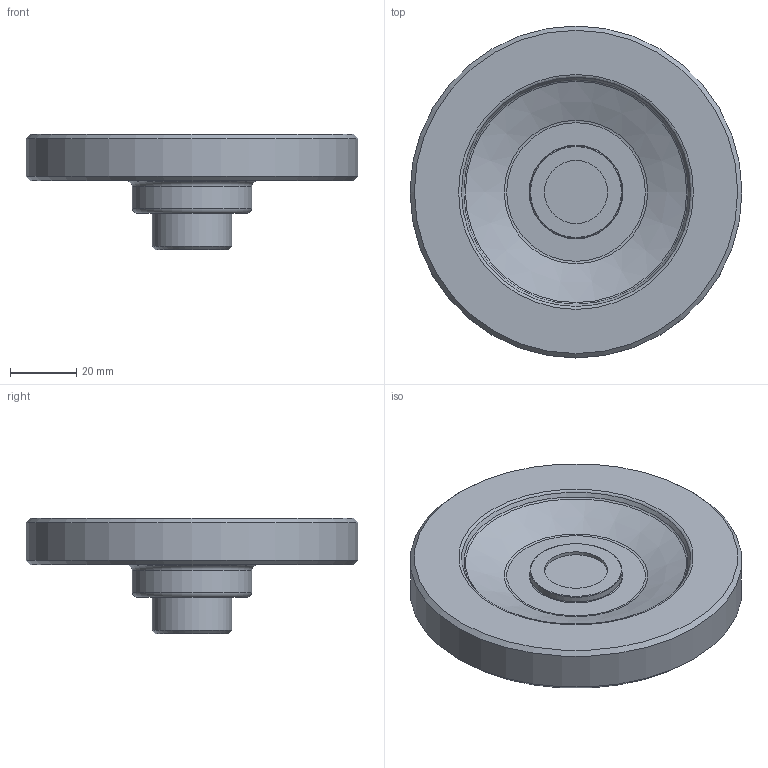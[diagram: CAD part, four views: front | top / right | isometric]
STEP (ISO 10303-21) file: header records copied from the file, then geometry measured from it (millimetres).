
FILE_DESCRIPTION( ( 'Unknown' ), '1' );
FILE_NAME( '7101006_VPRA100.stp', 'Unknown', ( 'Unknown' ), ( 'Unknown' ), 'PSStep 11.0', 'Unknown', ' ' );
FILE_SCHEMA( ( 'AUTOMOTIVE_DESIGN { 1 0 10303 214 1 1 1 1 }' ) );
Length unit declared in the file: millimetre
Products named in the file (1): 7101006
Bounding box: 100 x 100 x 34.8 mm (x, y, z)
Volume: 92248.6 mm3; surface area: 23664.7 mm2
Topology: 1 solids, 1 shells, 56 faces, 121 edges, 68 vertices
Faces by surface type: bspline 18, torus 13, cone 10, cylinder 8, plane 7
Full cylindrical faces by diameter (mm): 4 x1, 19 x1, 24 x1, 27.8 x1, 36 x1, 100 x1
Entity records: 4118 total; most frequent: CARTESIAN_POINT 2688, DIRECTION 186, ORIENTED_EDGE 180, AXIS2_PLACEMENT_3D 93, EDGE_CURVE 90, EDGE_LOOP 82, FACE_OUTER_BOUND 69, VERTEX_POINT 63
